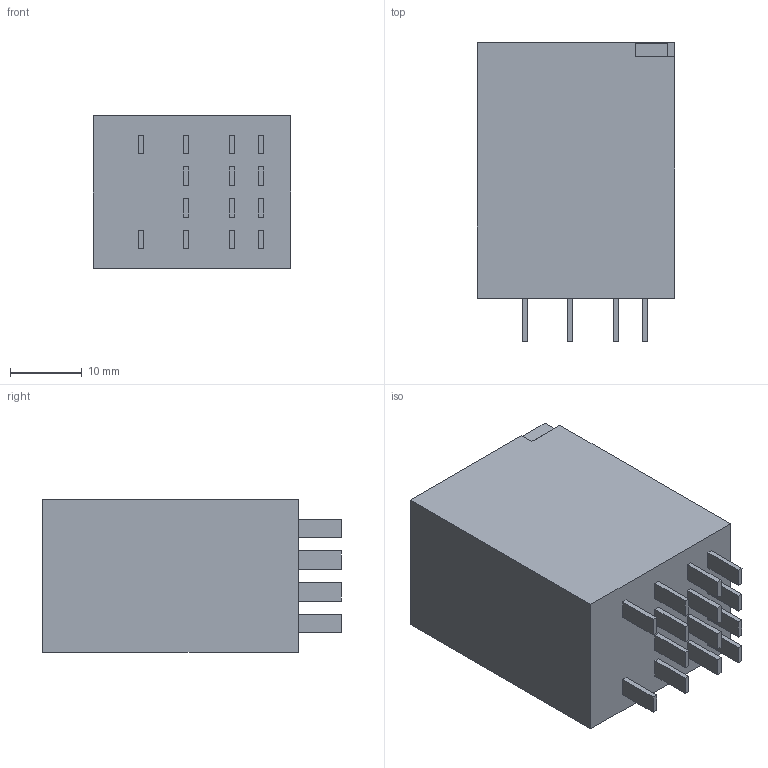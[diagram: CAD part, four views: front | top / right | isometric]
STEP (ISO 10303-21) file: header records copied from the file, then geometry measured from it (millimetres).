
FILE_DESCRIPTION(('SolidDesigner STEP Export'),'2;1');
FILE_NAME('2903677_REL_IR4_LDP_24DC_4X21-select.stp','2013-10-25T 8:37:07',(''),(''),'Creo Elements/Direct Modeling STEP processor for AP214 (Solid Model)','Creo Elements/Direct Modeling 18.1B 29-Sep-2012 (C) Parametric Technology GmbH','');
FILE_SCHEMA(('AUTOMOTIVE_DESIGN { 1 0 10303 214 1 1 1 1 }'));
Length unit declared in the file: millimetre
Products named in the file (1): 2903677_REL_IR4_LDP_24DC_4X21-select
Bounding box: 27.5 x 41.6 x 21.2 mm (x, y, z)
Volume: 20875.5 mm3; surface area: 5187.7 mm2
Topology: 1 solids, 1 shells, 83 faces, 201 edges, 134 vertices
Faces by surface type: plane 82, cylinder 1
Entity records: 3063 total; most frequent: CARTESIAN_POINT 419, ORIENTED_EDGE 402, DIRECTION 371, EDGE_CURVE 201, VECTOR 199, LINE 199, VERTEX_POINT 134, EDGE_LOOP 97
